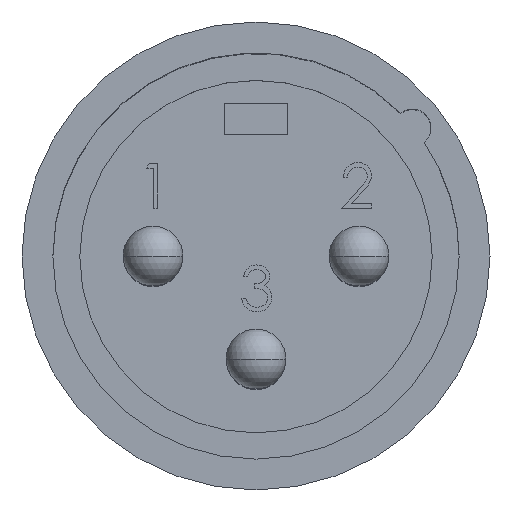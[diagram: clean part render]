
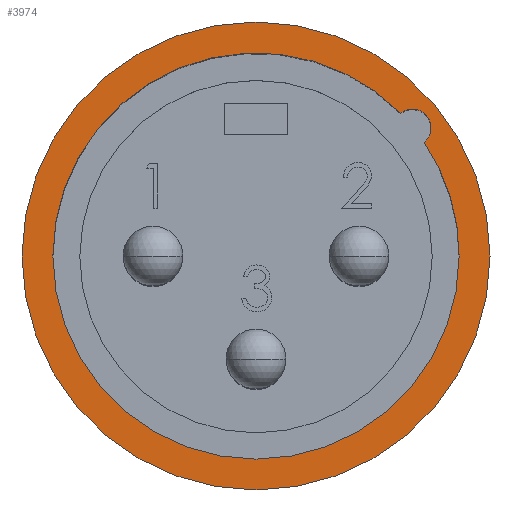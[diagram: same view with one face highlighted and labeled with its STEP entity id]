
A CAD part, top view. The second image highlights one B-rep face of the part: STEP entity #3974.
In plain terms, the highlighted planar face has unit normal (0, 0, 1).
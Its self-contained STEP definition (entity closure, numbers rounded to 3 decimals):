
#71 = DIRECTION ( 'NONE',  ( 0., 0., 1. ) ) ;
#87 = EDGE_CURVE ( 'NONE', #3104, #555, #664, .T. ) ;
#192 = CIRCLE ( 'NONE', #10525, 8.115 ) ;
#555 = VERTEX_POINT ( 'NONE', #824 ) ;
#556 = CARTESIAN_POINT ( 'NONE',  ( -9.35, 0., 0. ) ) ;
#664 = CIRCLE ( 'NONE', #7189, 8.115 ) ;
#735 = VERTEX_POINT ( 'NONE', #556 ) ;
#782 = AXIS2_PLACEMENT_3D ( 'NONE', #2472, #2541, #868 ) ;
#822 = DIRECTION ( 'NONE',  ( -1., 0., 0. ) ) ;
#824 = CARTESIAN_POINT ( 'NONE',  ( 8.115, 0., 0. ) ) ;
#865 = CARTESIAN_POINT ( 'NONE',  ( -8.115, 0., 0. ) ) ;
#868 = DIRECTION ( 'NONE',  ( 1., 0., 0. ) ) ;
#869 = DIRECTION ( 'NONE',  ( 0., 0., 1. ) ) ;
#919 = ORIENTED_EDGE ( 'NONE', *, *, #87, .F. ) ;
#961 = DIRECTION ( 'NONE',  ( 0., 0., 1. ) ) ;
#1099 = ORIENTED_EDGE ( 'NONE', *, *, #9804, .T. ) ;
#1214 = ORIENTED_EDGE ( 'NONE', *, *, #10226, .F. ) ;
#1239 = CIRCLE ( 'NONE', #5925, 0.75 ) ;
#2101 = VERTEX_POINT ( 'NONE', #8650 ) ;
#2472 = CARTESIAN_POINT ( 'NONE',  ( 0., 0., 0. ) ) ;
#2541 = DIRECTION ( 'NONE',  ( 0., 0., 1. ) ) ;
#2895 = CARTESIAN_POINT ( 'NONE',  ( 0., 0., 0. ) ) ;
#3104 = VERTEX_POINT ( 'NONE', #865 ) ;
#3397 = DIRECTION ( 'NONE',  ( 0., 0., 1. ) ) ;
#3437 = CARTESIAN_POINT ( 'NONE',  ( 6.24, 5.122, 0. ) ) ;
#3482 = EDGE_CURVE ( 'NONE', #555, #10059, #192, .T. ) ;
#3512 = AXIS2_PLACEMENT_3D ( 'NONE', #2895, #5271, #6058 ) ;
#3732 = DIRECTION ( 'NONE',  ( 1., 0., 0. ) ) ;
#3974 = ADVANCED_FACE ( 'NONE', ( #6294, #4043 ), #7304, .T. ) ;
#4043 = FACE_OUTER_BOUND ( 'NONE', #4923, .T. ) ;
#4140 = DIRECTION ( 'NONE',  ( 1., 0., 0. ) ) ;
#4537 = CARTESIAN_POINT ( 'NONE',  ( 0., 0., 0. ) ) ;
#4635 = EDGE_CURVE ( 'NONE', #7344, #3104, #6767, .T. ) ;
#4802 = ORIENTED_EDGE ( 'NONE', *, *, #6362, .T. ) ;
#4923 = EDGE_LOOP ( 'NONE', ( #1099, #4802 ) ) ;
#4988 = CARTESIAN_POINT ( 'NONE',  ( 0., 0., 0. ) ) ;
#5271 = DIRECTION ( 'NONE',  ( 0., 0., 1. ) ) ;
#5665 = DIRECTION ( 'NONE',  ( 1., 0., 0. ) ) ;
#5862 = CARTESIAN_POINT ( 'NONE',  ( 6.24, 5.122, 0. ) ) ;
#5925 = AXIS2_PLACEMENT_3D ( 'NONE', #3437, #3397, #9069 ) ;
#6058 = DIRECTION ( 'NONE',  ( 1., 0., 0. ) ) ;
#6136 = ORIENTED_EDGE ( 'NONE', *, *, #4635, .F. ) ;
#6294 = FACE_BOUND ( 'NONE', #6967, .T. ) ;
#6355 = CIRCLE ( 'NONE', #6792, 0.75 ) ;
#6362 = EDGE_CURVE ( 'NONE', #735, #2101, #9182, .T. ) ;
#6714 = CIRCLE ( 'NONE', #6777, 9.35 ) ;
#6767 = CIRCLE ( 'NONE', #3512, 8.115 ) ;
#6777 = AXIS2_PLACEMENT_3D ( 'NONE', #4537, #8538, #3732 ) ;
#6792 = AXIS2_PLACEMENT_3D ( 'NONE', #5862, #961, #822 ) ;
#6967 = EDGE_LOOP ( 'NONE', ( #1214, #7590, #919, #6136, #8648 ) ) ;
#6993 = CARTESIAN_POINT ( 'NONE',  ( 6.99, 5.122, 0. ) ) ;
#7147 = AXIS2_PLACEMENT_3D ( 'NONE', #9631, #869, #4140 ) ;
#7189 = AXIS2_PLACEMENT_3D ( 'NONE', #4988, #71, #7440 ) ;
#7304 = PLANE ( 'NONE',  #7147 ) ;
#7344 = VERTEX_POINT ( 'NONE', #8242 ) ;
#7388 = CARTESIAN_POINT ( 'NONE',  ( 6.722, 4.547, 0. ) ) ;
#7440 = DIRECTION ( 'NONE',  ( 1., 0., 0. ) ) ;
#7590 = ORIENTED_EDGE ( 'NONE', *, *, #3482, .F. ) ;
#7921 = EDGE_CURVE ( 'NONE', #9590, #7344, #6355, .T. ) ;
#8242 = CARTESIAN_POINT ( 'NONE',  ( 5.77, 5.707, 0. ) ) ;
#8538 = DIRECTION ( 'NONE',  ( 0., 0., 1. ) ) ;
#8648 = ORIENTED_EDGE ( 'NONE', *, *, #7921, .F. ) ;
#8650 = CARTESIAN_POINT ( 'NONE',  ( 9.35, 0., 0. ) ) ;
#8970 = CARTESIAN_POINT ( 'NONE',  ( 0., 0., 0. ) ) ;
#9069 = DIRECTION ( 'NONE',  ( -1., 0., 0. ) ) ;
#9182 = CIRCLE ( 'NONE', #782, 9.35 ) ;
#9590 = VERTEX_POINT ( 'NONE', #6993 ) ;
#9631 = CARTESIAN_POINT ( 'NONE',  ( 0., 0., 0. ) ) ;
#9689 = DIRECTION ( 'NONE',  ( 0., 0., 1. ) ) ;
#9804 = EDGE_CURVE ( 'NONE', #2101, #735, #6714, .T. ) ;
#10059 = VERTEX_POINT ( 'NONE', #7388 ) ;
#10226 = EDGE_CURVE ( 'NONE', #10059, #9590, #1239, .T. ) ;
#10525 = AXIS2_PLACEMENT_3D ( 'NONE', #8970, #9689, #5665 ) ;
